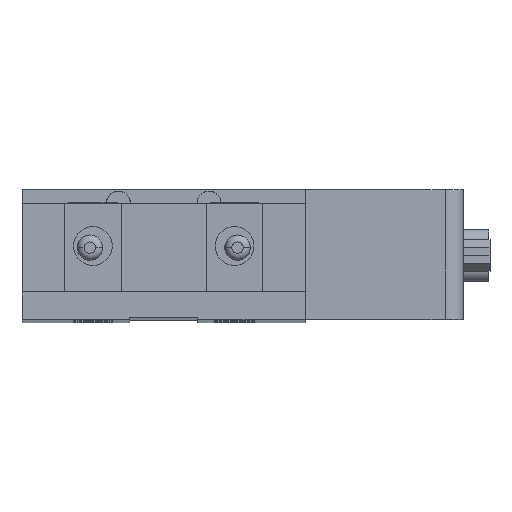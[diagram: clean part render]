
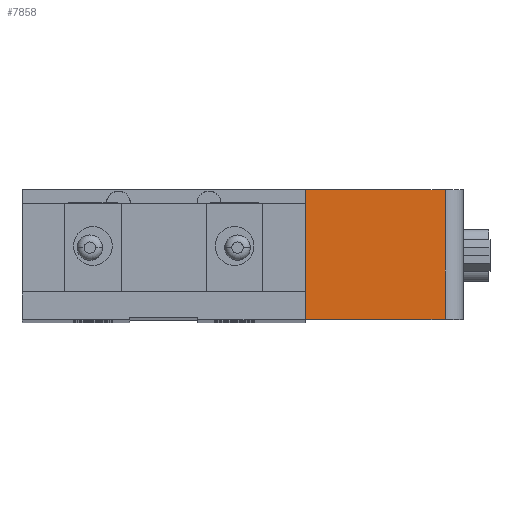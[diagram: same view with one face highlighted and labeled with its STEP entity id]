
A CAD part, top view. The second image highlights one B-rep face of the part: STEP entity #7858.
In plain terms, the highlighted planar face has unit normal (0, 0, 1).
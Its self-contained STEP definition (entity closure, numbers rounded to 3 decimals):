
#2014 = VECTOR ( 'NONE', #18017, 1000. ) ;
#2298 = DIRECTION ( 'NONE',  ( 0., 0., 1. ) ) ;
#2388 = CARTESIAN_POINT ( 'NONE',  ( 43.41, 10.4, 18.5 ) ) ;
#3096 = EDGE_LOOP ( 'NONE', ( #16094, #20029, #3459, #19335 ) ) ;
#3297 = LINE ( 'NONE', #9492, #19875 ) ;
#3317 = AXIS2_PLACEMENT_3D ( 'NONE', #19362, #2298, #10113 ) ;
#3459 = ORIENTED_EDGE ( 'NONE', *, *, #16897, .T. ) ;
#3609 = VERTEX_POINT ( 'NONE', #18031 ) ;
#4202 = DIRECTION ( 'NONE',  ( 1., 0., 0. ) ) ;
#4409 = VECTOR ( 'NONE', #13616, 1000. ) ;
#5238 = PLANE ( 'NONE',  #3317 ) ;
#6124 = CARTESIAN_POINT ( 'NONE',  ( 49.635, 10.4, 18.5 ) ) ;
#6728 = EDGE_CURVE ( 'NONE', #8755, #13665, #14760, .T. ) ;
#7335 = CARTESIAN_POINT ( 'NONE',  ( 13.575, -12.5, 18.5 ) ) ;
#7858 = ADVANCED_FACE ( 'NONE', ( #13355 ), #5238, .T. ) ;
#8058 = DIRECTION ( 'NONE',  ( 1., 0., 0. ) ) ;
#8736 = EDGE_CURVE ( 'NONE', #8755, #8880, #14871, .T. ) ;
#8755 = VERTEX_POINT ( 'NONE', #8879 ) ;
#8879 = CARTESIAN_POINT ( 'NONE',  ( 13.575, 10.4, 18.5 ) ) ;
#8880 = VERTEX_POINT ( 'NONE', #6124 ) ;
#9492 = CARTESIAN_POINT ( 'NONE',  ( 43.41, -12.5, 18.5 ) ) ;
#9656 = CARTESIAN_POINT ( 'NONE',  ( 13.575, -12.5, 18.5 ) ) ;
#10113 = DIRECTION ( 'NONE',  ( 1., 0., 0. ) ) ;
#11680 = EDGE_CURVE ( 'NONE', #3609, #8880, #19151, .T. ) ;
#12715 = VECTOR ( 'NONE', #4202, 1000. ) ;
#13355 = FACE_OUTER_BOUND ( 'NONE', #3096, .T. ) ;
#13616 = DIRECTION ( 'NONE',  ( 0., 1., 0. ) ) ;
#13665 = VERTEX_POINT ( 'NONE', #9656 ) ;
#14760 = LINE ( 'NONE', #7335, #2014 ) ;
#14871 = LINE ( 'NONE', #2388, #12715 ) ;
#16094 = ORIENTED_EDGE ( 'NONE', *, *, #8736, .F. ) ;
#16472 = CARTESIAN_POINT ( 'NONE',  ( 49.635, -12.5, 18.5 ) ) ;
#16897 = EDGE_CURVE ( 'NONE', #13665, #3609, #3297, .T. ) ;
#18017 = DIRECTION ( 'NONE',  ( 0., -1., 0. ) ) ;
#18031 = CARTESIAN_POINT ( 'NONE',  ( 49.635, -12.5, 18.5 ) ) ;
#19151 = LINE ( 'NONE', #16472, #4409 ) ;
#19335 = ORIENTED_EDGE ( 'NONE', *, *, #11680, .T. ) ;
#19362 = CARTESIAN_POINT ( 'NONE',  ( 43.41, -12.5, 18.5 ) ) ;
#19875 = VECTOR ( 'NONE', #8058, 1000. ) ;
#20029 = ORIENTED_EDGE ( 'NONE', *, *, #6728, .T. ) ;
